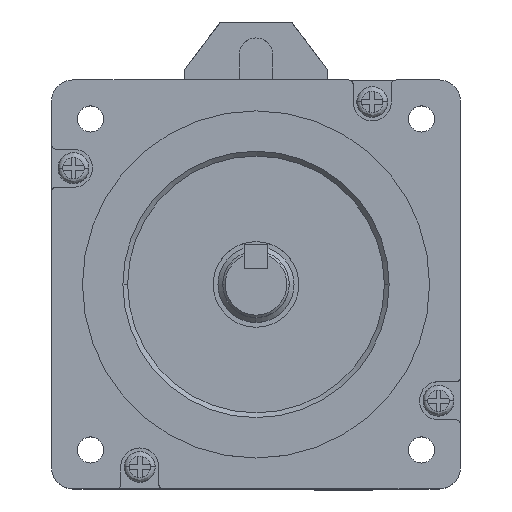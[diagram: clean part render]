
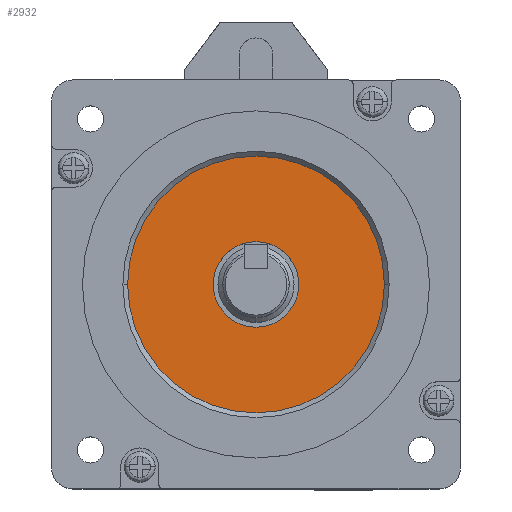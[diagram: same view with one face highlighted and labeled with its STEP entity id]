
A CAD part, top view. The second image highlights one B-rep face of the part: STEP entity #2932.
In plain terms, the highlighted planar face has unit normal (0, 0, 1).
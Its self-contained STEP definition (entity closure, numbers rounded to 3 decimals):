
#222 = EDGE_LOOP ( 'NONE', ( #2291, #2292 ) ) ;
#1117 = CARTESIAN_POINT ( 'NONE',  ( -9., 0., 10.6 ) ) ;
#1188 = CARTESIAN_POINT ( 'NONE',  ( -27., 0., 10.6 ) ) ;
#1196 = CARTESIAN_POINT ( 'NONE',  ( 9., 0., 10.6 ) ) ;
#1211 = CARTESIAN_POINT ( 'NONE',  ( 27., 0., 10.6 ) ) ;
#1581 = AXIS2_PLACEMENT_3D ( 'NONE', #7419, #7420, #7421 ) ;
#1582 = CIRCLE ( 'NONE', #1581, 9. ) ;
#2291 = ORIENTED_EDGE ( 'NONE', *, *, #8442, .T. ) ;
#2292 = ORIENTED_EDGE ( 'NONE', *, *, #8543, .T. ) ;
#2293 = ORIENTED_EDGE ( 'NONE', *, *, #2905, .T. ) ;
#2295 = ORIENTED_EDGE ( 'NONE', *, *, #8444, .T. ) ;
#2802 = FACE_BOUND ( 'NONE', #222, .T. ) ;
#2803 = FACE_OUTER_BOUND ( 'NONE', #4192, .T. ) ;
#2905 = EDGE_CURVE ( 'NONE', #3707, #3706, #6485, .T. ) ;
#2932 = ADVANCED_FACE ( 'NONE', ( #2802, #2803 ), #5450, .T. ) ;
#3706 = VERTEX_POINT ( 'NONE', #1188 ) ;
#3707 = VERTEX_POINT ( 'NONE', #1211 ) ;
#3736 = VERTEX_POINT ( 'NONE', #1196 ) ;
#3739 = VERTEX_POINT ( 'NONE', #1117 ) ;
#4192 = EDGE_LOOP ( 'NONE', ( #2293, #2295 ) ) ;
#5450 = PLANE ( 'NONE',  #6419 ) ;
#5452 = CARTESIAN_POINT ( 'NONE',  ( 0., 0., 10.6 ) ) ;
#5456 = DIRECTION ( 'NONE',  ( 1., 0., 0. ) ) ;
#5492 = DIRECTION ( 'NONE',  ( 1., 0., 0. ) ) ;
#5493 = DIRECTION ( 'NONE',  ( 0., 0., 1. ) ) ;
#5494 = CARTESIAN_POINT ( 'NONE',  ( 0., 0., 10.6 ) ) ;
#5939 = DIRECTION ( 'NONE',  ( 0., 0., 1. ) ) ;
#6419 = AXIS2_PLACEMENT_3D ( 'NONE', #5452, #5939, #5456 ) ;
#6479 = AXIS2_PLACEMENT_3D ( 'NONE', #5494, #5493, #5492 ) ;
#6485 = CIRCLE ( 'NONE', #6479, 27. ) ;
#7127 = CARTESIAN_POINT ( 'NONE',  ( 0., 0., 10.6 ) ) ;
#7128 = DIRECTION ( 'NONE',  ( 0., 0., -1. ) ) ;
#7129 = DIRECTION ( 'NONE',  ( 1., 0., 0. ) ) ;
#7132 = CARTESIAN_POINT ( 'NONE',  ( 0., 0., 10.6 ) ) ;
#7133 = DIRECTION ( 'NONE',  ( 0., 0., 1. ) ) ;
#7134 = DIRECTION ( 'NONE',  ( 1., 0., 0. ) ) ;
#7419 = CARTESIAN_POINT ( 'NONE',  ( 0., 0., 10.6 ) ) ;
#7420 = DIRECTION ( 'NONE',  ( 0., 0., -1. ) ) ;
#7421 = DIRECTION ( 'NONE',  ( 1., 0., 0. ) ) ;
#8442 = EDGE_CURVE ( 'NONE', #3736, #3739, #8744, .T. ) ;
#8444 = EDGE_CURVE ( 'NONE', #3706, #3707, #8688, .T. ) ;
#8543 = EDGE_CURVE ( 'NONE', #3739, #3736, #1582, .T. ) ;
#8686 = AXIS2_PLACEMENT_3D ( 'NONE', #7132, #7133, #7134 ) ;
#8688 = CIRCLE ( 'NONE', #8686, 27. ) ;
#8691 = AXIS2_PLACEMENT_3D ( 'NONE', #7127, #7128, #7129 ) ;
#8744 = CIRCLE ( 'NONE', #8691, 9. ) ;
